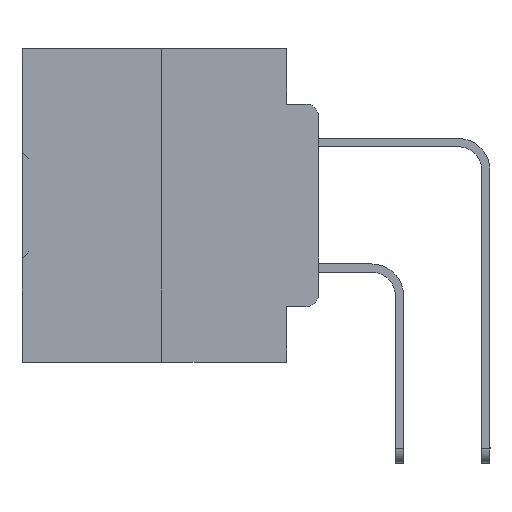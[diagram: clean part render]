
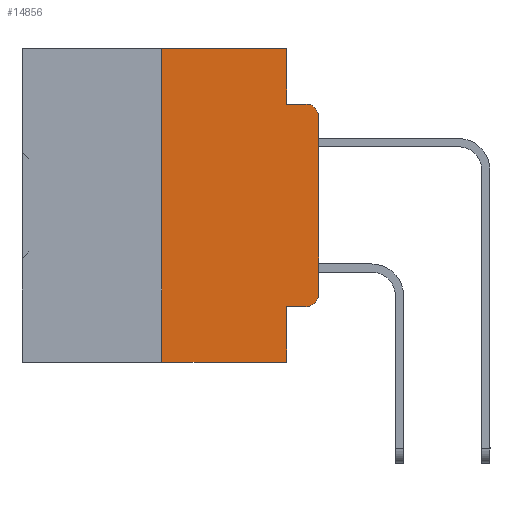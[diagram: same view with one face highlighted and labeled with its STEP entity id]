
A CAD part, left-side view. The second image highlights one B-rep face of the part: STEP entity #14856.
In plain terms, the highlighted planar face has unit normal (-1, 0, 0).
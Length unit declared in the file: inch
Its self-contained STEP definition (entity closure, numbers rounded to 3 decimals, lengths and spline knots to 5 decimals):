
#148 = FACE_OUTER_BOUND ( 'NONE', #10170, .T. ) ;
#293 = CARTESIAN_POINT ( 'NONE',  ( 0., 0.051, 0. ) ) ;
#1241 = VECTOR ( 'NONE', #21360, 39.37008 ) ;
#2030 = VECTOR ( 'NONE', #30132, 39.37008 ) ;
#2055 = ORIENTED_EDGE ( 'NONE', *, *, #39323, .T. ) ;
#2329 = CARTESIAN_POINT ( 'NONE',  ( 0., 0.02, -0.4115 ) ) ;
#2713 = CARTESIAN_POINT ( 'NONE',  ( 0., 0.02, -0.0885 ) ) ;
#2833 = VERTEX_POINT ( 'NONE', #25320 ) ;
#3146 = EDGE_CURVE ( 'NONE', #16984, #16265, #30464, .T. ) ;
#3834 = VECTOR ( 'NONE', #24133, 39.37008 ) ;
#4258 = CARTESIAN_POINT ( 'NONE',  ( 0., 0.473, -0.5 ) ) ;
#4454 = LINE ( 'NONE', #32490, #36106 ) ;
#4784 = LINE ( 'NONE', #8675, #2030 ) ;
#5206 = AXIS2_PLACEMENT_3D ( 'NONE', #25892, #9617, #38495 ) ;
#5497 = VERTEX_POINT ( 'NONE', #17978 ) ;
#6013 = DIRECTION ( 'NONE',  ( 0., 0., -1. ) ) ;
#6961 = CARTESIAN_POINT ( 'NONE',  ( 0., 0.051, -0.4115 ) ) ;
#7195 = CARTESIAN_POINT ( 'NONE',  ( 0., 0.051, -0.0885 ) ) ;
#7197 = AXIS2_PLACEMENT_3D ( 'NONE', #35535, #23349, #7288 ) ;
#7288 = DIRECTION ( 'NONE',  ( 0., 0., -1. ) ) ;
#7343 = PLANE ( 'NONE',  #5206 ) ;
#7393 = DIRECTION ( 'NONE',  ( 0., -1., 0. ) ) ;
#8675 = CARTESIAN_POINT ( 'NONE',  ( 0., 0.25, 0. ) ) ;
#9617 = DIRECTION ( 'NONE',  ( 1., 0., 0. ) ) ;
#10170 = EDGE_LOOP ( 'NONE', ( #38350, #21676, #10197, #16588, #24392, #21646, #2055, #16547, #16622, #12802 ) ) ;
#10197 = ORIENTED_EDGE ( 'NONE', *, *, #14446, .F. ) ;
#10885 = VERTEX_POINT ( 'NONE', #293 ) ;
#10927 = LINE ( 'NONE', #14219, #3834 ) ;
#12752 = EDGE_CURVE ( 'NONE', #10885, #5497, #10927, .T. ) ;
#12802 = ORIENTED_EDGE ( 'NONE', *, *, #22906, .T. ) ;
#13096 = CARTESIAN_POINT ( 'NONE',  ( 0., 0.051, -0.5 ) ) ;
#13487 = EDGE_CURVE ( 'NONE', #16265, #24560, #28230, .T. ) ;
#14219 = CARTESIAN_POINT ( 'NONE',  ( 0., 0.051, 0. ) ) ;
#14446 = EDGE_CURVE ( 'NONE', #5497, #24560, #19538, .T. ) ;
#14856 = ADVANCED_FACE ( 'NONE', ( #148 ), #7343, .F. ) ;
#15233 = CARTESIAN_POINT ( 'NONE',  ( 0., 0., -0.3915 ) ) ;
#16265 = VERTEX_POINT ( 'NONE', #19061 ) ;
#16547 = ORIENTED_EDGE ( 'NONE', *, *, #28803, .F. ) ;
#16588 = ORIENTED_EDGE ( 'NONE', *, *, #12752, .F. ) ;
#16622 = ORIENTED_EDGE ( 'NONE', *, *, #31282, .T. ) ;
#16984 = VERTEX_POINT ( 'NONE', #15233 ) ;
#17788 = VERTEX_POINT ( 'NONE', #23811 ) ;
#17978 = CARTESIAN_POINT ( 'NONE',  ( 0., 0.051, -0.0885 ) ) ;
#18767 = LINE ( 'NONE', #31369, #26827 ) ;
#18782 = AXIS2_PLACEMENT_3D ( 'NONE', #19405, #37389, #28686 ) ;
#19061 = CARTESIAN_POINT ( 'NONE',  ( 0., 0., -0.1085 ) ) ;
#19295 = LINE ( 'NONE', #4258, #22419 ) ;
#19405 = CARTESIAN_POINT ( 'NONE',  ( 0., 0.02, -0.3915 ) ) ;
#19538 = LINE ( 'NONE', #7195, #30182 ) ;
#20759 = CIRCLE ( 'NONE', #18782, 0.02 ) ;
#21360 = DIRECTION ( 'NONE',  ( 0., 0., 1. ) ) ;
#21646 = ORIENTED_EDGE ( 'NONE', *, *, #35258, .F. ) ;
#21664 = VECTOR ( 'NONE', #24292, 39.37008 ) ;
#21676 = ORIENTED_EDGE ( 'NONE', *, *, #13487, .T. ) ;
#22419 = VECTOR ( 'NONE', #29614, 39.37008 ) ;
#22906 = EDGE_CURVE ( 'NONE', #36896, #16984, #20759, .T. ) ;
#23349 = DIRECTION ( 'NONE',  ( -1., 0., 0. ) ) ;
#23811 = CARTESIAN_POINT ( 'NONE',  ( 0., 0.25, -0.5 ) ) ;
#24065 = CARTESIAN_POINT ( 'NONE',  ( 0., 0., 0. ) ) ;
#24133 = DIRECTION ( 'NONE',  ( 0., 0., -1. ) ) ;
#24292 = DIRECTION ( 'NONE',  ( 0., -1., 0. ) ) ;
#24392 = ORIENTED_EDGE ( 'NONE', *, *, #37707, .F. ) ;
#24542 = VERTEX_POINT ( 'NONE', #6961 ) ;
#24560 = VERTEX_POINT ( 'NONE', #2713 ) ;
#25320 = CARTESIAN_POINT ( 'NONE',  ( 0., 0.25, 0. ) ) ;
#25892 = CARTESIAN_POINT ( 'NONE',  ( 0., 0.473, 0. ) ) ;
#26754 = CARTESIAN_POINT ( 'NONE',  ( 0., 0.473, 0. ) ) ;
#26827 = VECTOR ( 'NONE', #6013, 39.37008 ) ;
#28230 = CIRCLE ( 'NONE', #7197, 0.02 ) ;
#28686 = DIRECTION ( 'NONE',  ( 0., 0., -1. ) ) ;
#28803 = EDGE_CURVE ( 'NONE', #24542, #32871, #18767, .T. ) ;
#29614 = DIRECTION ( 'NONE',  ( 0., -1., 0. ) ) ;
#30132 = DIRECTION ( 'NONE',  ( 0., 0., 1. ) ) ;
#30182 = VECTOR ( 'NONE', #7393, 39.37008 ) ;
#30280 = LINE ( 'NONE', #26754, #21664 ) ;
#30464 = LINE ( 'NONE', #24065, #1241 ) ;
#31282 = EDGE_CURVE ( 'NONE', #24542, #36896, #4454, .T. ) ;
#31369 = CARTESIAN_POINT ( 'NONE',  ( 0., 0.051, 0. ) ) ;
#32490 = CARTESIAN_POINT ( 'NONE',  ( 0., 0.051, -0.4115 ) ) ;
#32871 = VERTEX_POINT ( 'NONE', #13096 ) ;
#35258 = EDGE_CURVE ( 'NONE', #17788, #2833, #4784, .T. ) ;
#35535 = CARTESIAN_POINT ( 'NONE',  ( 0., 0.02, -0.1085 ) ) ;
#36106 = VECTOR ( 'NONE', #38890, 39.37008 ) ;
#36896 = VERTEX_POINT ( 'NONE', #2329 ) ;
#37389 = DIRECTION ( 'NONE',  ( -1., 0., 0. ) ) ;
#37707 = EDGE_CURVE ( 'NONE', #2833, #10885, #30280, .T. ) ;
#38350 = ORIENTED_EDGE ( 'NONE', *, *, #3146, .T. ) ;
#38495 = DIRECTION ( 'NONE',  ( 0., 0., -1. ) ) ;
#38890 = DIRECTION ( 'NONE',  ( 0., -1., 0. ) ) ;
#39323 = EDGE_CURVE ( 'NONE', #17788, #32871, #19295, .T. ) ;
